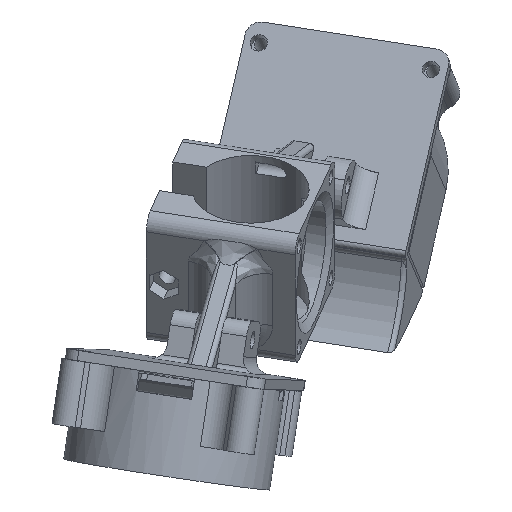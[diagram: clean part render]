
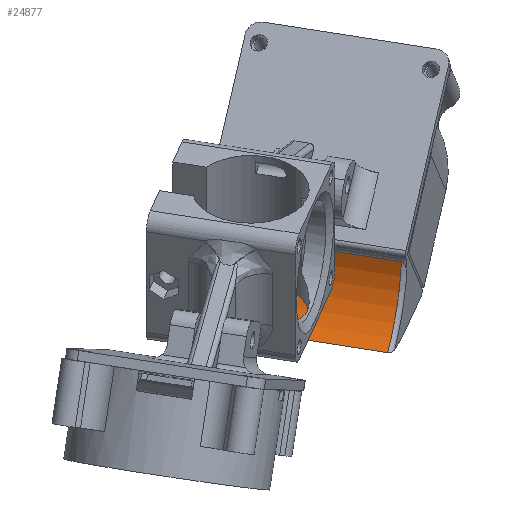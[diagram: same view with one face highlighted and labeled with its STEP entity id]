
A CAD part, isometric view. The second image highlights one B-rep face of the part: STEP entity #24877.
In plain terms, the highlighted cylindrical face has radius 18.852 mm (diameter 37.704 mm), a partial arc.
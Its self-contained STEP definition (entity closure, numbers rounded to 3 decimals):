
#19655 = PLANE('',#19656);
#19656 = AXIS2_PLACEMENT_3D('',#19657,#19658,#19659);
#19657 = CARTESIAN_POINT('',(-8.,8.297,
    110.072));
#19658 = DIRECTION('',(0.,0.179,0.984)
  );
#19659 = DIRECTION('',(0.,0.984,-0.179
    ));
#19688 = TOROIDAL_SURFACE('',#19689,19.852,1.);
#19689 = AXIS2_PLACEMENT_3D('',#19690,#19691,#19692);
#19690 = CARTESIAN_POINT('',(21.,0.,127.));
#19691 = DIRECTION('',(-1.,0.,0.));
#19692 = DIRECTION('',(0.,0.44,
    -0.898));
#22390 = CYLINDRICAL_SURFACE('',#22391,2.);
#22391 = AXIS2_PLACEMENT_3D('',#22392,#22393,#22394);
#22392 = CARTESIAN_POINT('',(-7.,16.719,
    124.892));
#22393 = DIRECTION('',(1.,0.,0.));
#22394 = DIRECTION('',(0.,0.992,
    -0.125));
#22556 = VERTEX_POINT('',#22557);
#22557 = CARTESIAN_POINT('',(21.,18.704,
    124.641));
#22735 = EDGE_CURVE('',#22736,#22556,#22738,.T.);
#22736 = VERTEX_POINT('',#22737);
#22737 = CARTESIAN_POINT('',(21.,8.297,
    110.072));
#22738 = SURFACE_CURVE('',#22739,(#22744,#22751),.PCURVE_S1.);
#22739 = CIRCLE('',#22740,18.852);
#22740 = AXIS2_PLACEMENT_3D('',#22741,#22742,#22743);
#22741 = CARTESIAN_POINT('',(21.,0.,127.));
#22742 = DIRECTION('',(1.,0.,0.));
#22743 = DIRECTION('',(0.,0.44,
    -0.898));
#22744 = PCURVE('',#19688,#22745);
#22745 = DEFINITIONAL_REPRESENTATION('',(#22746),#22750);
#22746 = LINE('',#22747,#22748);
#22747 = CARTESIAN_POINT('',(-0.,3.142));
#22748 = VECTOR('',#22749,1.);
#22749 = DIRECTION('',(-1.,0.));
#22750 = ( GEOMETRIC_REPRESENTATION_CONTEXT(2) 
PARAMETRIC_REPRESENTATION_CONTEXT() REPRESENTATION_CONTEXT('2D SPACE',''
  ) );
#22751 = PCURVE('',#22752,#22757);
#22752 = CYLINDRICAL_SURFACE('',#22753,18.852);
#22753 = AXIS2_PLACEMENT_3D('',#22754,#22755,#22756);
#22754 = CARTESIAN_POINT('',(-8.,0.,127.));
#22755 = DIRECTION('',(-1.,0.,0.));
#22756 = DIRECTION('',(0.,1.,0.));
#22757 = DEFINITIONAL_REPRESENTATION('',(#22758),#22762);
#22758 = LINE('',#22759,#22760);
#22759 = CARTESIAN_POINT('',(-5.168,-29.));
#22760 = VECTOR('',#22761,1.);
#22761 = DIRECTION('',(-1.,0.));
#22762 = ( GEOMETRIC_REPRESENTATION_CONTEXT(2) 
PARAMETRIC_REPRESENTATION_CONTEXT() REPRESENTATION_CONTEXT('2D SPACE',''
  ) );
#23108 = VERTEX_POINT('',#23109);
#23109 = CARTESIAN_POINT('',(-7.,8.297,
    110.072));
#23319 = TOROIDAL_SURFACE('',#23320,19.852,1.);
#23320 = AXIS2_PLACEMENT_3D('',#23321,#23322,#23323);
#23321 = CARTESIAN_POINT('',(-7.,0.,127.));
#23322 = DIRECTION('',(-1.,0.,0.));
#23323 = DIRECTION('',(0.,0.44,
    -0.898));
#23429 = EDGE_CURVE('',#23108,#22736,#23430,.T.);
#23430 = SURFACE_CURVE('',#23431,(#23435,#23442),.PCURVE_S1.);
#23431 = LINE('',#23432,#23433);
#23432 = CARTESIAN_POINT('',(-8.,8.297,
    110.072));
#23433 = VECTOR('',#23434,1.);
#23434 = DIRECTION('',(1.,0.,0.));
#23435 = PCURVE('',#19655,#23436);
#23436 = DEFINITIONAL_REPRESENTATION('',(#23437),#23441);
#23437 = LINE('',#23438,#23439);
#23438 = CARTESIAN_POINT('',(0.,0.));
#23439 = VECTOR('',#23440,1.);
#23440 = DIRECTION('',(0.,-1.));
#23441 = ( GEOMETRIC_REPRESENTATION_CONTEXT(2) 
PARAMETRIC_REPRESENTATION_CONTEXT() REPRESENTATION_CONTEXT('2D SPACE',''
  ) );
#23442 = PCURVE('',#22752,#23443);
#23443 = DEFINITIONAL_REPRESENTATION('',(#23444),#23448);
#23444 = LINE('',#23445,#23446);
#23445 = CARTESIAN_POINT('',(-5.168,0.));
#23446 = VECTOR('',#23447,1.);
#23447 = DIRECTION('',(-0.,-1.));
#23448 = ( GEOMETRIC_REPRESENTATION_CONTEXT(2) 
PARAMETRIC_REPRESENTATION_CONTEXT() REPRESENTATION_CONTEXT('2D SPACE',''
  ) );
#24709 = VERTEX_POINT('',#24710);
#24710 = CARTESIAN_POINT('',(-7.,18.704,
    124.641));
#24857 = EDGE_CURVE('',#24709,#22556,#24858,.T.);
#24858 = SURFACE_CURVE('',#24859,(#24863,#24870),.PCURVE_S1.);
#24859 = LINE('',#24860,#24861);
#24860 = CARTESIAN_POINT('',(-7.,18.704,
    124.641));
#24861 = VECTOR('',#24862,1.);
#24862 = DIRECTION('',(1.,0.,0.));
#24863 = PCURVE('',#22390,#24864);
#24864 = DEFINITIONAL_REPRESENTATION('',(#24865),#24869);
#24865 = LINE('',#24866,#24867);
#24866 = CARTESIAN_POINT('',(0.,0.));
#24867 = VECTOR('',#24868,1.);
#24868 = DIRECTION('',(0.,1.));
#24869 = ( GEOMETRIC_REPRESENTATION_CONTEXT(2) 
PARAMETRIC_REPRESENTATION_CONTEXT() REPRESENTATION_CONTEXT('2D SPACE',''
  ) );
#24870 = PCURVE('',#22752,#24871);
#24871 = DEFINITIONAL_REPRESENTATION('',(#24872),#24876);
#24872 = LINE('',#24873,#24874);
#24873 = CARTESIAN_POINT('',(-6.158,-1.));
#24874 = VECTOR('',#24875,1.);
#24875 = DIRECTION('',(-0.,-1.));
#24876 = ( GEOMETRIC_REPRESENTATION_CONTEXT(2) 
PARAMETRIC_REPRESENTATION_CONTEXT() REPRESENTATION_CONTEXT('2D SPACE',''
  ) );
#24877 = ADVANCED_FACE('',(#24878),#22752,.F.);
#24878 = FACE_BOUND('',#24879,.T.);
#24879 = EDGE_LOOP('',(#24880,#24902,#24903,#24904));
#24880 = ORIENTED_EDGE('',*,*,#24881,.F.);
#24881 = EDGE_CURVE('',#23108,#24709,#24882,.T.);
#24882 = SURFACE_CURVE('',#24883,(#24888,#24895),.PCURVE_S1.);
#24883 = CIRCLE('',#24884,18.852);
#24884 = AXIS2_PLACEMENT_3D('',#24885,#24886,#24887);
#24885 = CARTESIAN_POINT('',(-7.,0.,127.));
#24886 = DIRECTION('',(1.,0.,0.));
#24887 = DIRECTION('',(0.,0.44,
    -0.898));
#24888 = PCURVE('',#22752,#24889);
#24889 = DEFINITIONAL_REPRESENTATION('',(#24890),#24894);
#24890 = LINE('',#24891,#24892);
#24891 = CARTESIAN_POINT('',(-5.168,-1.));
#24892 = VECTOR('',#24893,1.);
#24893 = DIRECTION('',(-1.,0.));
#24894 = ( GEOMETRIC_REPRESENTATION_CONTEXT(2) 
PARAMETRIC_REPRESENTATION_CONTEXT() REPRESENTATION_CONTEXT('2D SPACE',''
  ) );
#24895 = PCURVE('',#23319,#24896);
#24896 = DEFINITIONAL_REPRESENTATION('',(#24897),#24901);
#24897 = LINE('',#24898,#24899);
#24898 = CARTESIAN_POINT('',(-0.,3.142));
#24899 = VECTOR('',#24900,1.);
#24900 = DIRECTION('',(-1.,0.));
#24901 = ( GEOMETRIC_REPRESENTATION_CONTEXT(2) 
PARAMETRIC_REPRESENTATION_CONTEXT() REPRESENTATION_CONTEXT('2D SPACE',''
  ) );
#24902 = ORIENTED_EDGE('',*,*,#23429,.T.);
#24903 = ORIENTED_EDGE('',*,*,#22735,.T.);
#24904 = ORIENTED_EDGE('',*,*,#24857,.F.);
